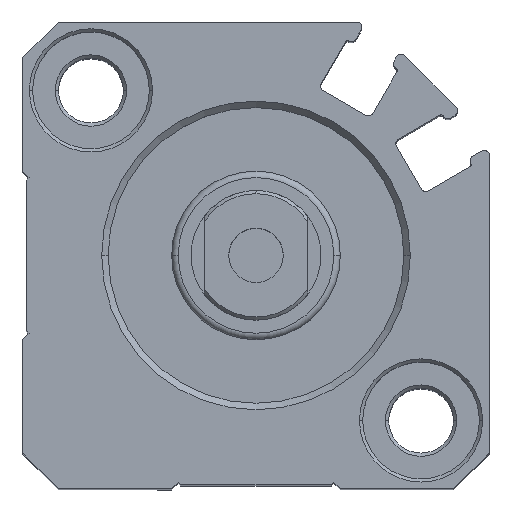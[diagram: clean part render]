
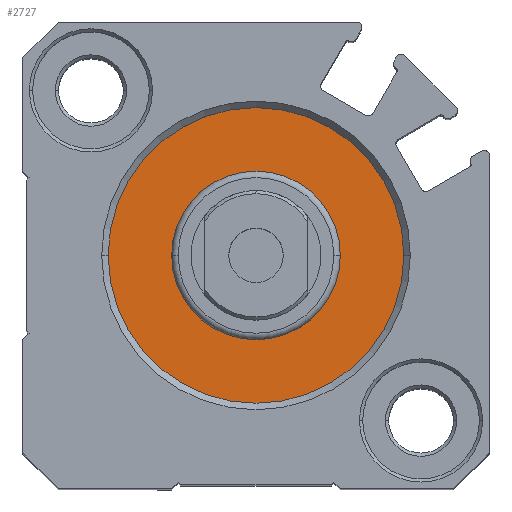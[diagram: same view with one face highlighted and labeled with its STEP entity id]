
A CAD part, top view. The second image highlights one B-rep face of the part: STEP entity #2727.
In plain terms, the highlighted planar face has unit normal (0, 0, 1).
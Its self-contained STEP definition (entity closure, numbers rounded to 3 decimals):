
#6 = AXIS2_PLACEMENT_3D ( 'NONE', #2115, #84, #2457 ) ;
#66 = EDGE_CURVE ( 'NONE', #3526, #2140, #3383, .T. ) ;
#84 = DIRECTION ( 'NONE',  ( 0., 0., 1. ) ) ;
#229 = CARTESIAN_POINT ( 'NONE',  ( 0., 0., 23.65 ) ) ;
#322 = ORIENTED_EDGE ( 'NONE', *, *, #66, .T. ) ;
#370 = ORIENTED_EDGE ( 'NONE', *, *, #1494, .T. ) ;
#774 = DIRECTION ( 'NONE',  ( 0., 0., 1. ) ) ;
#868 = DIRECTION ( 'NONE',  ( 0., 0., 1. ) ) ;
#926 = ORIENTED_EDGE ( 'NONE', *, *, #1312, .F. ) ;
#968 = AXIS2_PLACEMENT_3D ( 'NONE', #229, #3284, #1255 ) ;
#1170 = CIRCLE ( 'NONE', #1822, 6.5 ) ;
#1255 = DIRECTION ( 'NONE',  ( 1., 0., 0. ) ) ;
#1312 = EDGE_CURVE ( 'NONE', #3887, #3475, #4079, .T. ) ;
#1341 = FACE_OUTER_BOUND ( 'NONE', #4184, .T. ) ;
#1430 = CARTESIAN_POINT ( 'NONE',  ( -6.5, 0., 23.65 ) ) ;
#1494 = EDGE_CURVE ( 'NONE', #2140, #3526, #2865, .T. ) ;
#1632 = DIRECTION ( 'NONE',  ( 0., 0., 1. ) ) ;
#1700 = CARTESIAN_POINT ( 'NONE',  ( -11.4, 0., 23.65 ) ) ;
#1822 = AXIS2_PLACEMENT_3D ( 'NONE', #3648, #1632, #3993 ) ;
#2076 = AXIS2_PLACEMENT_3D ( 'NONE', #2878, #868, #3228 ) ;
#2115 = CARTESIAN_POINT ( 'NONE',  ( 0., 0., 23.65 ) ) ;
#2134 = FACE_BOUND ( 'NONE', #3312, .T. ) ;
#2140 = VERTEX_POINT ( 'NONE', #3709 ) ;
#2457 = DIRECTION ( 'NONE',  ( 1., 0., 0. ) ) ;
#2727 = ADVANCED_FACE ( 'NONE', ( #2134, #1341 ), #3939, .T. ) ;
#2782 = CARTESIAN_POINT ( 'NONE',  ( 0., 0., 23.65 ) ) ;
#2865 = CIRCLE ( 'NONE', #2076, 11.4 ) ;
#2878 = CARTESIAN_POINT ( 'NONE',  ( 0., 0., 23.65 ) ) ;
#3012 = CARTESIAN_POINT ( 'NONE',  ( 6.5, 0., 23.65 ) ) ;
#3138 = DIRECTION ( 'NONE',  ( 1., 0., 0. ) ) ;
#3228 = DIRECTION ( 'NONE',  ( 1., 0., 0. ) ) ;
#3284 = DIRECTION ( 'NONE',  ( 0., 0., 1. ) ) ;
#3312 = EDGE_LOOP ( 'NONE', ( #926, #3544 ) ) ;
#3383 = CIRCLE ( 'NONE', #6, 11.4 ) ;
#3475 = VERTEX_POINT ( 'NONE', #3012 ) ;
#3526 = VERTEX_POINT ( 'NONE', #1700 ) ;
#3534 = AXIS2_PLACEMENT_3D ( 'NONE', #2782, #774, #3138 ) ;
#3544 = ORIENTED_EDGE ( 'NONE', *, *, #4288, .F. ) ;
#3648 = CARTESIAN_POINT ( 'NONE',  ( 0., 0., 23.65 ) ) ;
#3709 = CARTESIAN_POINT ( 'NONE',  ( 11.4, 0., 23.65 ) ) ;
#3887 = VERTEX_POINT ( 'NONE', #1430 ) ;
#3939 = PLANE ( 'NONE',  #968 ) ;
#3993 = DIRECTION ( 'NONE',  ( 1., 0., 0. ) ) ;
#4079 = CIRCLE ( 'NONE', #3534, 6.5 ) ;
#4184 = EDGE_LOOP ( 'NONE', ( #370, #322 ) ) ;
#4288 = EDGE_CURVE ( 'NONE', #3475, #3887, #1170, .T. ) ;
